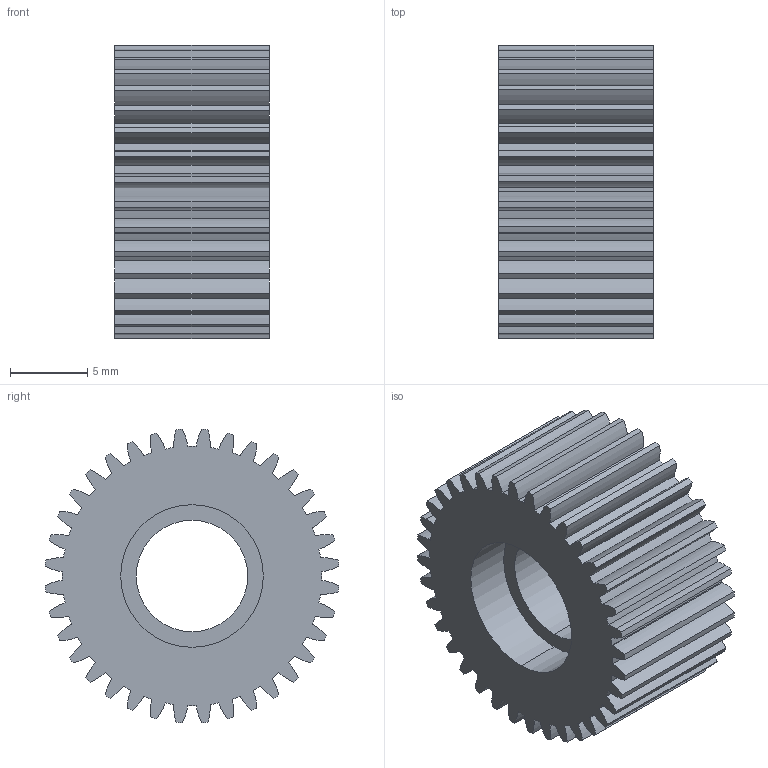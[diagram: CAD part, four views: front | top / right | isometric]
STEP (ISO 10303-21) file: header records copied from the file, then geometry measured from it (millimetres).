
FILE_DESCRIPTION (( 'STEP AP214' ), '1' );
FILE_NAME ('36_Teeth_Planet_Gear.STEP', '2021-03-06T10:00:09', ( '' ), ( '' ), 'SwSTEP 2.0', 'SolidWorks 2018', '' );
FILE_SCHEMA (( 'AUTOMOTIVE_DESIGN' ));
Length unit declared in the file: millimetre
Products named in the file (1): 36_Teeth_Planet_Gear
Bounding box: 10 x 18.96 x 18.96 mm (x, y, z)
Volume: 1931.8 mm3; surface area: 1861.6 mm2
Topology: 1 solids, 1 shells, 159 faces, 465 edges, 310 vertices
Faces by surface type: cylinder 155, plane 4
Entity records: 5507 total; most frequent: DIRECTION 1095, CARTESIAN_POINT 935, ORIENTED_EDGE 930, AXIS2_PLACEMENT_3D 470, EDGE_CURVE 465, CIRCLE 310, VERTEX_POINT 310, EDGE_LOOP 163
